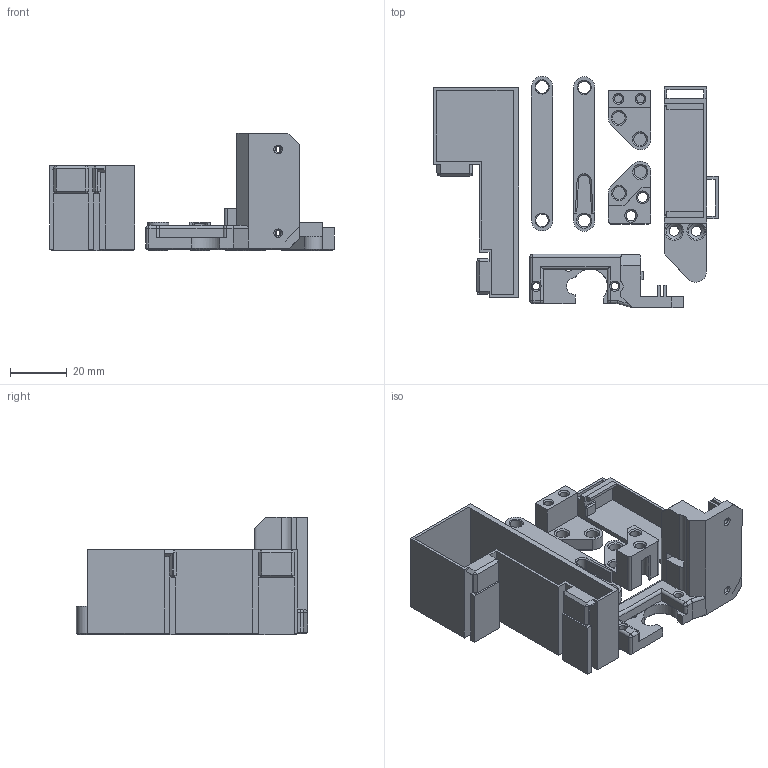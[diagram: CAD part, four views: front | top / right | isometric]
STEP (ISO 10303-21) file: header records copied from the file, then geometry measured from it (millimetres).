
FILE_DESCRIPTION(/* description */ (''),/* implementation_level */ '2;1');
FILE_NAME(/* name */ 'NozzleWiper v2.step',/* time_stamp */ '2023-03-24T11:43:21-08:00',/* author */ (''),/* organization */ (''),/* preprocessor_version */ 'ST-DEVELOPER v19.2',/* originating_system */ 'Autodesk Translation Framework v11.17.0.187',/* authorisation */ '');
FILE_SCHEMA (('AUTOMOTIVE_DESIGN { 1 0 10303 214 3 1 1 }'));
Length unit declared in the file: millimetre
Products named in the file (11): NozzleWiper; Arm1; Arm2; RailMount; RailMountTop (1); ProbeCarrier; ProbeCarrierBottom (1); BrushCarrier; MotorMount; NozzleWiper_AllinOne (1) (1) (1); PurgeBucket
Assembly tree (10 placements, depth 3):
  NozzleWiper
    Arm1
    Arm2
    RailMount
      RailMountTop (1)
    ProbeCarrier
      ProbeCarrierBottom (1)
    BrushCarrier
    MotorMount
      NozzleWiper_AllinOne (1) (1) (1)
    PurgeBucket
Bounding box: 100.35 x 81.55 x 41.34 mm (x, y, z)
Volume: 33408.9 mm3; surface area: 34898.6 mm2
Topology: 7 solids, 7 shells, 574 faces, 1449 edges, 900 vertices
Faces by surface type: plane 397, cylinder 72, cone 54, bspline 47, sphere 4
Full cylindrical faces by diameter (mm): 2 x2, 2.6 x2, 2.8 x2, 2.84 x2, 3.5 x4, 4.4 x10, 4.5 x1, 5.6 x2
Entity records: 17503 total; most frequent: CARTESIAN_POINT 3744, ORIENTED_EDGE 2894, DIRECTION 2671, EDGE_CURVE 1447, LINE 1091, VECTOR 1091, VERTEX_POINT 899, AXIS2_PLACEMENT_3D 790
